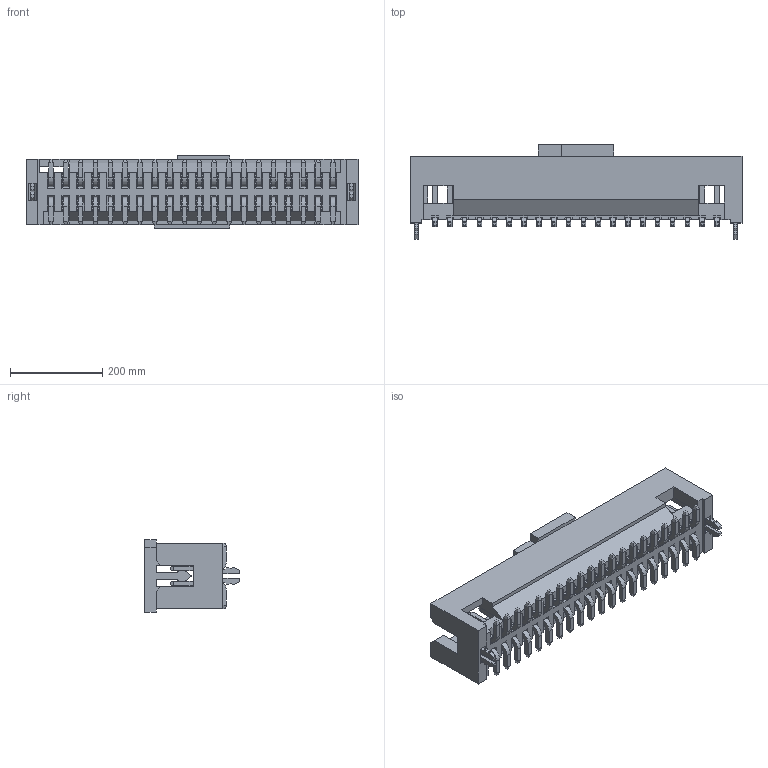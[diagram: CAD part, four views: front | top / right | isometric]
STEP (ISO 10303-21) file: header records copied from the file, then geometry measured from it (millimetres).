
FILE_DESCRIPTION( ('This file contains a STEP AP42 implementation' ,'as created by ZW3D STEP Interface translator.') ,'2;1' );
FILE_NAME( '3131-XXMXXBK00X3.stp' ,'231116.141046', (''), ('ZWCAD Software Co.'), 'Version 1.0', 'ZW3D to STEP translator', '' );
FILE_SCHEMA(('AUTOMOTIVE_DESIGN { 1 0 10303 214 1 1 1 1 }'));
Length unit declared in the file: millimetre
Products named in the file (2): 0; 3131-xxmxxbk00x3001
Bounding box: 721.36 x 205.74 x 157.48 mm (x, y, z)
Volume: 8228358 mm3; surface area: 972998.2 mm2
Topology: 1 solids, 1 shells, 1479 faces, 3815 edges, 2272 vertices
Faces by surface type: plane 1376, cylinder 103
Entity records: 44940 total; most frequent: ORIENTED_EDGE 7630, CARTESIAN_POINT 7567, DIRECTION 7005, EDGE_CURVE 3815, VECTOR 3585, LINE 3585, VERTEX_POINT 2272, AXIS2_PLACEMENT_3D 1710
